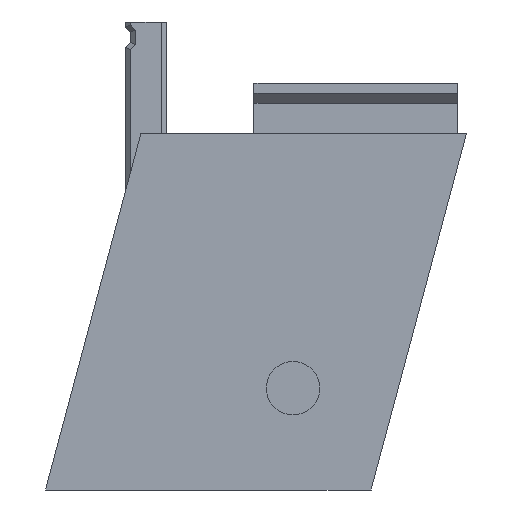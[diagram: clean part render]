
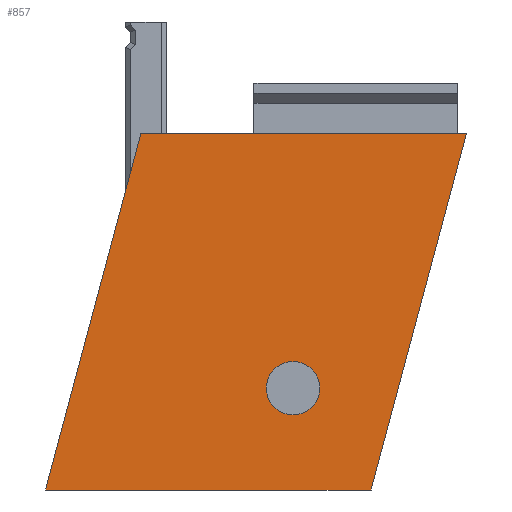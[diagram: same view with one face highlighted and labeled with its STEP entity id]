
A CAD part, left-side view. The second image highlights one B-rep face of the part: STEP entity #857.
In plain terms, the highlighted planar face has unit normal (-1, 0, 0).
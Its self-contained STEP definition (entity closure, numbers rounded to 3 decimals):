
#23=FACE_BOUND('',#132,.T.);
#77=FACE_OUTER_BOUND('',#131,.T.);
#131=EDGE_LOOP('',(#749,#750,#751,#752));
#132=EDGE_LOOP('',(#753));
#142=CIRCLE('',#919,2.625);
#153=LINE('',#1194,#253);
#160=LINE('',#1214,#260);
#216=LINE('',#1327,#316);
#248=LINE('',#1410,#348);
#253=VECTOR('',#953,10.);
#260=VECTOR('',#972,10.);
#316=VECTOR('',#1072,10.);
#348=VECTOR('',#1158,10.);
#355=VERTEX_POINT('',#1191);
#356=VERTEX_POINT('',#1193);
#363=VERTEX_POINT('',#1212);
#398=VERTEX_POINT('',#1326);
#418=VERTEX_POINT('',#1386);
#431=EDGE_CURVE('',#356,#355,#153,.T.);
#441=EDGE_CURVE('',#355,#363,#160,.T.);
#497=EDGE_CURVE('',#398,#356,#216,.T.);
#528=EDGE_CURVE('',#418,#418,#142,.T.);
#538=EDGE_CURVE('',#363,#398,#248,.T.);
#749=ORIENTED_EDGE('',*,*,#497,.T.);
#750=ORIENTED_EDGE('',*,*,#431,.T.);
#751=ORIENTED_EDGE('',*,*,#441,.T.);
#752=ORIENTED_EDGE('',*,*,#538,.T.);
#753=ORIENTED_EDGE('',*,*,#528,.T.);
#810=PLANE('',#933);
#857=ADVANCED_FACE('',(#77,#23),#810,.T.);
#919=AXIS2_PLACEMENT_3D('',#1388,#1125,#1126);
#933=AXIS2_PLACEMENT_3D('',#1409,#1156,#1157);
#953=DIRECTION('',(0.,-1.,0.));
#972=DIRECTION('',(0.,-0.259,0.966));
#1072=DIRECTION('',(0.,0.259,-0.966));
#1125=DIRECTION('center_axis',(1.,0.,0.));
#1126=DIRECTION('ref_axis',(0.,1.,0.));
#1156=DIRECTION('center_axis',(-1.,0.,0.));
#1157=DIRECTION('ref_axis',(0.,0.,1.));
#1158=DIRECTION('',(0.,1.,0.));
#1191=CARTESIAN_POINT('',(-12.,23.013,129.406));
#1193=CARTESIAN_POINT('',(-12.,55.013,129.406));
#1194=CARTESIAN_POINT('',(-12.,55.013,129.406));
#1212=CARTESIAN_POINT('',(-12.,13.635,164.406));
#1214=CARTESIAN_POINT('',(-12.,23.013,129.406));
#1326=CARTESIAN_POINT('',(-12.,45.635,164.406));
#1327=CARTESIAN_POINT('',(-12.,55.013,129.406));
#1386=CARTESIAN_POINT('',(-12.,28.061,139.406));
#1388=CARTESIAN_POINT('Origin',(-12.,30.686,139.406));
#1409=CARTESIAN_POINT('Origin',(-12.,34.324,146.906));
#1410=CARTESIAN_POINT('',(-12.,23.013,164.406));
